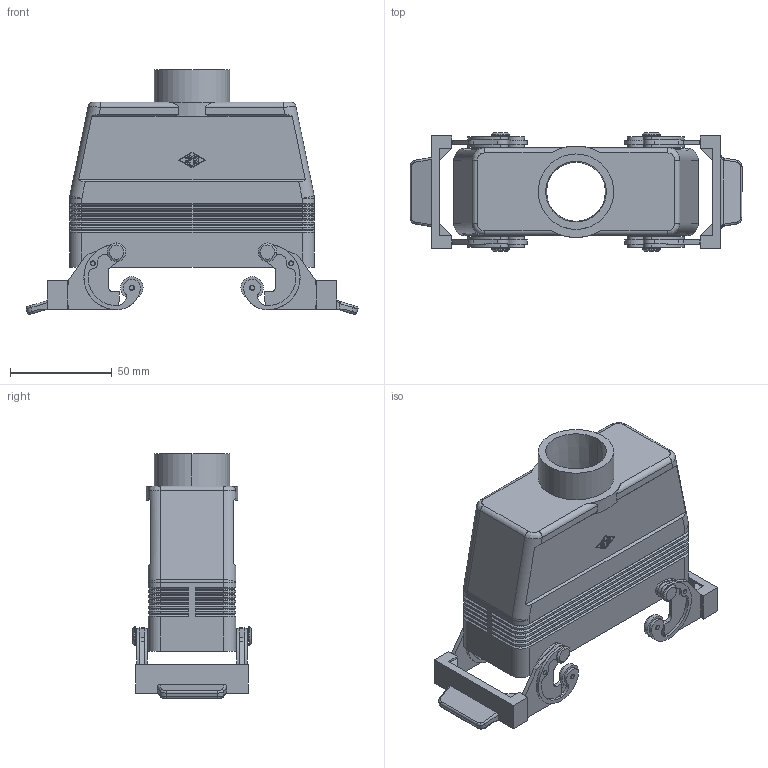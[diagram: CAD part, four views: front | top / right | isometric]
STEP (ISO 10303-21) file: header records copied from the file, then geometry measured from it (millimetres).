
FILE_DESCRIPTION(('Creo Elements/Direct Modeling STEP Export'),'2;1');
FILE_NAME('CAVT_24_6_G.stp','2012-12-18T11:08:43',(''),(''),'Creo Elements/Direct Modeling STEP processor for AP214 (Solid Model)','Creo Elements/Direct Modeling 18.0B 02-Dec-2011 (C) Parametric Technology GmbH','');
FILE_SCHEMA(('AUTOMOTIVE_DESIGN { 1 0 10303 214 1 1 1 1 }'));
Length unit declared in the file: millimetre
Products named in the file (1): MSBO15917
Bounding box: 162.79 x 58 x 120.08 mm (x, y, z)
Volume: 133060.4 mm3; surface area: 75712.4 mm2
Topology: 1 solids, 5 shells, 807 faces, 2097 edges, 1330 vertices
Faces by surface type: plane 416, cylinder 271, cone 66, torus 32, bspline 18, sphere 4
Entity records: 31087 total; most frequent: CARTESIAN_POINT 5202, ORIENTED_EDGE 4174, DIRECTION 4009, EDGE_CURVE 2087, AXIS2_PLACEMENT_3D 1395, VERTEX_POINT 1330, VECTOR 1219, LINE 1219
